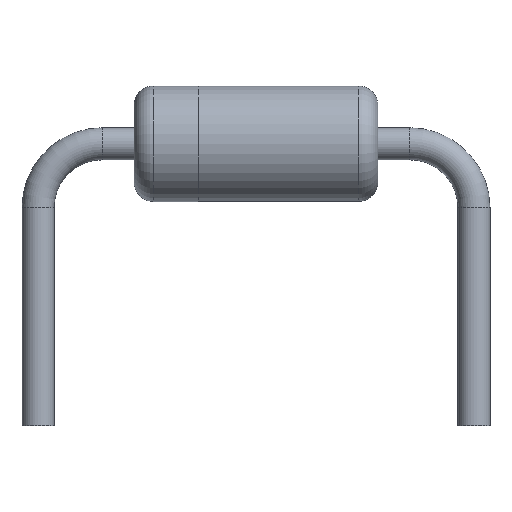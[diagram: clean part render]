
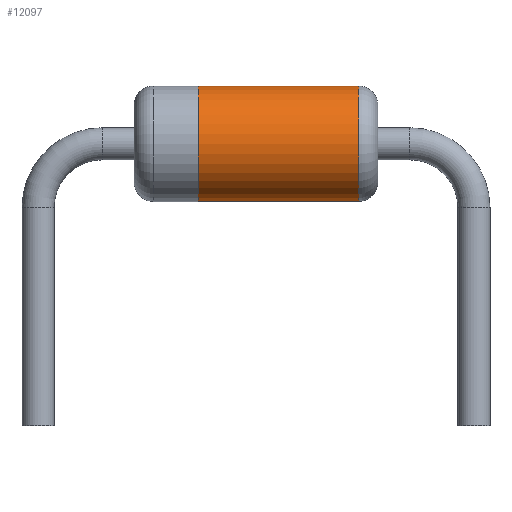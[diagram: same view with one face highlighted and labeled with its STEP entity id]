
A CAD part, front view. The second image highlights one B-rep face of the part: STEP entity #12097.
In plain terms, the highlighted cylindrical face has radius 0.9 mm (diameter 1.8 mm), a partial arc.
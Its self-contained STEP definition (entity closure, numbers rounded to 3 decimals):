
#734 = AXIS2_PLACEMENT_3D ( 'NONE', #1190, #1262, #9550 ) ;
#1121 = ORIENTED_EDGE ( 'NONE', *, *, #11571, .F. ) ;
#1190 = CARTESIAN_POINT ( 'NONE',  ( -1.9, 0., 0.9 ) ) ;
#1230 = LINE ( 'NONE', #8638, #7348 ) ;
#1260 = LINE ( 'NONE', #4503, #1709 ) ;
#1262 = DIRECTION ( 'NONE',  ( 1., 0., 0. ) ) ;
#1709 = VECTOR ( 'NONE', #6649, 1000. ) ;
#1934 = CARTESIAN_POINT ( 'NONE',  ( 1.6, 0., 1.8 ) ) ;
#2399 = DIRECTION ( 'NONE',  ( 0., 0., -1. ) ) ;
#3857 = AXIS2_PLACEMENT_3D ( 'NONE', #13611, #4205, #5305 ) ;
#4118 = ORIENTED_EDGE ( 'NONE', *, *, #13488, .T. ) ;
#4205 = DIRECTION ( 'NONE',  ( 1., 0., 0. ) ) ;
#4451 = CARTESIAN_POINT ( 'NONE',  ( -0.9, 0., 1.8 ) ) ;
#4503 = CARTESIAN_POINT ( 'NONE',  ( -1.9, 0., 0. ) ) ;
#4522 = CIRCLE ( 'NONE', #13261, 0.9 ) ;
#5063 = FACE_OUTER_BOUND ( 'NONE', #6265, .T. ) ;
#5117 = VERTEX_POINT ( 'NONE', #9068 ) ;
#5195 = CYLINDRICAL_SURFACE ( 'NONE', #734, 0.9 ) ;
#5305 = DIRECTION ( 'NONE',  ( 0., 0., 1. ) ) ;
#6100 = ORIENTED_EDGE ( 'NONE', *, *, #11494, .T. ) ;
#6265 = EDGE_LOOP ( 'NONE', ( #1121, #11850, #4118, #6100 ) ) ;
#6267 = EDGE_CURVE ( 'NONE', #11901, #7654, #7776, .T. ) ;
#6649 = DIRECTION ( 'NONE',  ( 1., 0., 0. ) ) ;
#7019 = VERTEX_POINT ( 'NONE', #1934 ) ;
#7348 = VECTOR ( 'NONE', #7615, 1000. ) ;
#7615 = DIRECTION ( 'NONE',  ( 1., 0., 0. ) ) ;
#7654 = VERTEX_POINT ( 'NONE', #12809 ) ;
#7776 = CIRCLE ( 'NONE', #3857, 0.9 ) ;
#8638 = CARTESIAN_POINT ( 'NONE',  ( -1.9, 0., 1.8 ) ) ;
#9068 = CARTESIAN_POINT ( 'NONE',  ( 1.6, 0., 0. ) ) ;
#9550 = DIRECTION ( 'NONE',  ( 0., 0., -1. ) ) ;
#9587 = DIRECTION ( 'NONE',  ( -1., 0., 0. ) ) ;
#9796 = CARTESIAN_POINT ( 'NONE',  ( 1.6, 0., 0.9 ) ) ;
#11494 = EDGE_CURVE ( 'NONE', #5117, #7019, #4522, .T. ) ;
#11571 = EDGE_CURVE ( 'NONE', #11901, #7019, #1230, .T. ) ;
#11850 = ORIENTED_EDGE ( 'NONE', *, *, #6267, .T. ) ;
#11901 = VERTEX_POINT ( 'NONE', #4451 ) ;
#12097 = ADVANCED_FACE ( 'NONE', ( #5063 ), #5195, .T. ) ;
#12809 = CARTESIAN_POINT ( 'NONE',  ( -0.9, 0., 0. ) ) ;
#13261 = AXIS2_PLACEMENT_3D ( 'NONE', #9796, #9587, #2399 ) ;
#13488 = EDGE_CURVE ( 'NONE', #7654, #5117, #1260, .T. ) ;
#13611 = CARTESIAN_POINT ( 'NONE',  ( -0.9, 0., 0.9 ) ) ;
